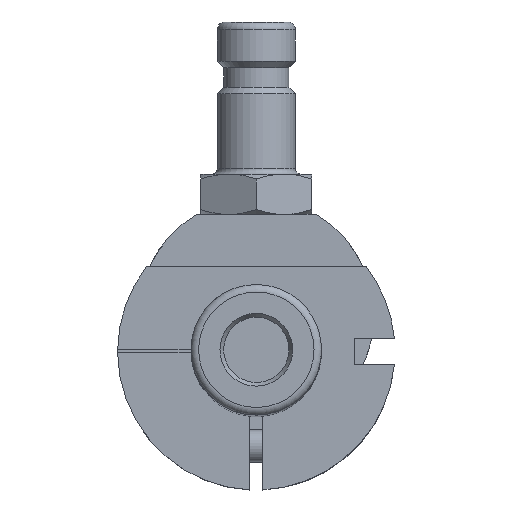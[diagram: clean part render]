
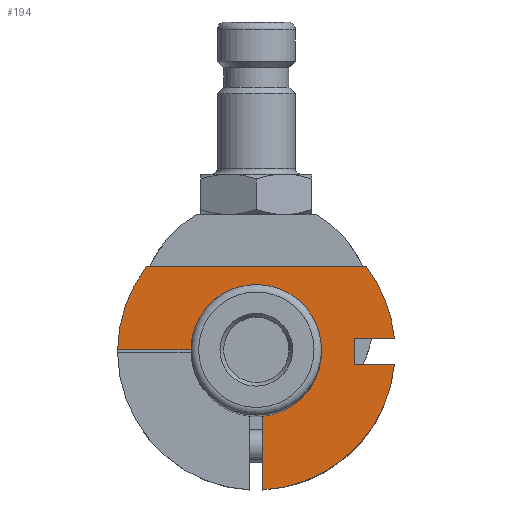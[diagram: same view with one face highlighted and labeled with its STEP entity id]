
A CAD part, top view. The second image highlights one B-rep face of the part: STEP entity #194.
In plain terms, the highlighted planar face has unit normal (0, 0, 1).
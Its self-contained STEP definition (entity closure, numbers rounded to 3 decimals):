
#85=FACE_OUTER_BOUND('',#406,.T.);
#194=ADVANCED_FACE('',(#85),#265,.T.);
#265=PLANE('',#1435);
#406=EDGE_LOOP('',(#663,#664,#665,#666,#667,#668,#669,#670,#671,#672));
#487=CIRCLE('',#1369,10.);
#520=CIRCLE('',#1424,21.25);
#525=CIRCLE('',#1432,21.25);
#526=CIRCLE('',#1434,21.25);
#663=ORIENTED_EDGE('',*,*,#1102,.T.);
#664=ORIENTED_EDGE('',*,*,#1036,.F.);
#665=ORIENTED_EDGE('',*,*,#1103,.F.);
#666=ORIENTED_EDGE('',*,*,#1104,.F.);
#667=ORIENTED_EDGE('',*,*,#1105,.T.);
#668=ORIENTED_EDGE('',*,*,#1106,.F.);
#669=ORIENTED_EDGE('',*,*,#1107,.F.);
#670=ORIENTED_EDGE('',*,*,#1100,.F.);
#671=ORIENTED_EDGE('',*,*,#1108,.T.);
#672=ORIENTED_EDGE('',*,*,#1086,.F.);
#917=VERTEX_POINT('',#1943);
#918=VERTEX_POINT('',#1945);
#958=VERTEX_POINT('',#2056);
#959=VERTEX_POINT('',#2058);
#967=VERTEX_POINT('',#2082);
#968=VERTEX_POINT('',#2084);
#969=VERTEX_POINT('',#2089);
#970=VERTEX_POINT('',#2091);
#971=VERTEX_POINT('',#2093);
#972=VERTEX_POINT('',#2095);
#1036=EDGE_CURVE('',#917,#918,#487,.T.);
#1086=EDGE_CURVE('',#958,#959,#520,.T.);
#1100=EDGE_CURVE('',#967,#968,#525,.T.);
#1102=EDGE_CURVE('',#958,#918,#1230,.T.);
#1103=EDGE_CURVE('',#969,#917,#1231,.T.);
#1104=EDGE_CURVE('',#970,#969,#526,.T.);
#1105=EDGE_CURVE('',#970,#971,#1232,.T.);
#1106=EDGE_CURVE('',#972,#971,#1233,.T.);
#1107=EDGE_CURVE('',#968,#972,#1234,.T.);
#1108=EDGE_CURVE('',#967,#959,#1235,.T.);
#1230=LINE('',#2087,#1311);
#1231=LINE('',#2088,#1312);
#1232=LINE('',#2092,#1313);
#1233=LINE('',#2094,#1314);
#1234=LINE('',#2096,#1315);
#1235=LINE('',#2097,#1316);
#1311=VECTOR('',#1702,1.);
#1312=VECTOR('',#1703,1.);
#1313=VECTOR('',#1706,1.);
#1314=VECTOR('',#1707,1.);
#1315=VECTOR('',#1708,1.);
#1316=VECTOR('',#1709,1.);
#1369=AXIS2_PLACEMENT_3D('',#1944,#1545,#1546);
#1424=AXIS2_PLACEMENT_3D('',#2057,#1672,#1673);
#1432=AXIS2_PLACEMENT_3D('',#2083,#1697,#1698);
#1434=AXIS2_PLACEMENT_3D('',#2090,#1704,#1705);
#1435=AXIS2_PLACEMENT_3D('',#2098,#1710,#1711);
#1545=DIRECTION('',(0.,0.,1.));
#1546=DIRECTION('',(0.,-1.,0.));
#1672=DIRECTION('',(0.,0.,-1.));
#1673=DIRECTION('',(0.,1.,0.));
#1697=DIRECTION('',(0.,0.,-1.));
#1698=DIRECTION('',(0.,1.,0.));
#1702=DIRECTION('',(1.,0.,0.));
#1703=DIRECTION('',(0.,1.,0.));
#1704=DIRECTION('',(0.,0.,-1.));
#1705=DIRECTION('',(0.,1.,0.));
#1706=DIRECTION('',(-1.,0.,0.));
#1707=DIRECTION('',(0.,-1.,0.));
#1708=DIRECTION('',(-1.,0.,0.));
#1709=DIRECTION('',(-1.,0.,0.));
#1710=DIRECTION('',(0.,0.,1.));
#1711=DIRECTION('',(0.,-1.,0.));
#1943=CARTESIAN_POINT('',(1.,-9.95,0.));
#1944=CARTESIAN_POINT('',(0.,0.,0.));
#1945=CARTESIAN_POINT('',(-9.997,0.25,0.));
#2056=CARTESIAN_POINT('',(-21.249,0.25,0.));
#2057=CARTESIAN_POINT('',(0.,0.,0.));
#2058=CARTESIAN_POINT('',(-16.81,13.,0.));
#2082=CARTESIAN_POINT('',(16.81,13.,0.));
#2083=CARTESIAN_POINT('',(0.,0.,0.));
#2084=CARTESIAN_POINT('',(21.155,2.01,0.));
#2087=CARTESIAN_POINT('',(-21.25,0.25,0.));
#2088=CARTESIAN_POINT('',(1.,-37.5,0.));
#2089=CARTESIAN_POINT('',(1.,-21.226,0.));
#2090=CARTESIAN_POINT('',(0.,0.,0.));
#2091=CARTESIAN_POINT('',(21.155,-2.01,0.));
#2092=CARTESIAN_POINT('',(35.,-2.01,0.));
#2093=CARTESIAN_POINT('',(15.,-2.01,0.));
#2094=CARTESIAN_POINT('',(15.,2.01,0.));
#2095=CARTESIAN_POINT('',(15.,2.01,0.));
#2096=CARTESIAN_POINT('',(35.,2.01,0.));
#2097=CARTESIAN_POINT('',(0.,13.,0.));
#2098=CARTESIAN_POINT('',(0.,0.,0.));
